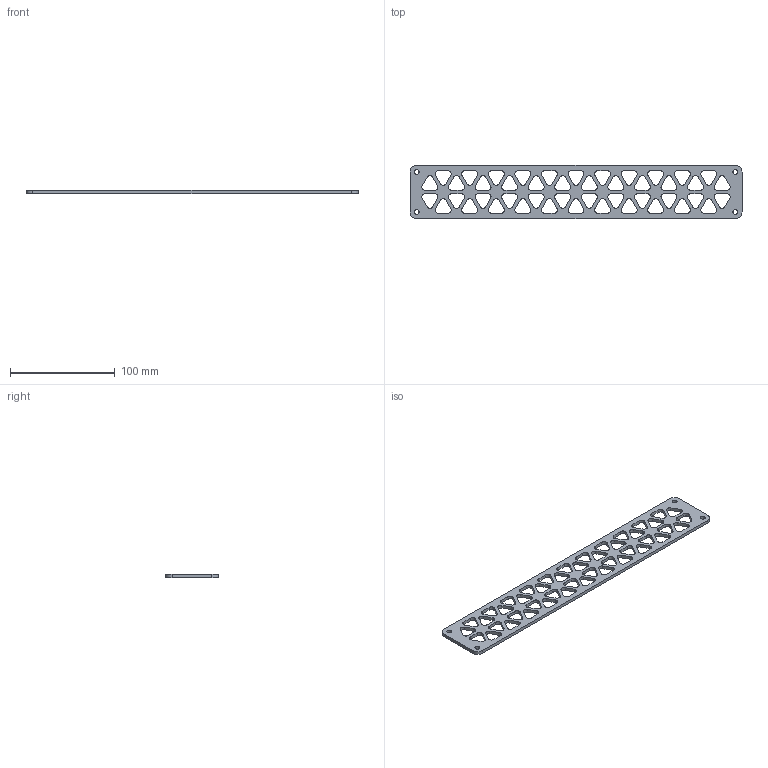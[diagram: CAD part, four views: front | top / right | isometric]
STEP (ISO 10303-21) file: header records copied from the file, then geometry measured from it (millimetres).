
FILE_DESCRIPTION(/* description */ (''),/* implementation_level */ '2;1');
FILE_NAME(/* name */ 'Crossbar (pocketed) (Aluminum).step',/* time_stamp */ '2024-06-27T21:45:21-05:00',/* author */ (''),/* organization */ (''),/* preprocessor_version */ 'ST-DEVELOPER v20',/* originating_system */ 'Autodesk Translation Framework v13.14.0.145',/* authorisation */ '');
FILE_SCHEMA (('AUTOMOTIVE_DESIGN { 1 0 10303 214 3 1 1 }'));
Length unit declared in the file: inch
Products named in the file (2): Cross Bar Triangle; Cross Bar v10 - Cross Bar v10 v1
Assembly tree (1 placements, depth 2):
  Cross Bar Triangle
    Cross Bar v10 - Cross Bar v10 v1
Bounding box: 317.5 x 50.8 x 3.17 mm (x, y, z)
Volume: 28865.3 mm3; surface area: 27485.5 mm2
Topology: 1 solids, 1 shells, 290 faces, 864 edges, 576 vertices
Faces by surface type: cylinder 146, plane 144
Full cylindrical faces by diameter (mm): 4.623 x4
Entity records: 10082 total; most frequent: DIRECTION 1742, CARTESIAN_POINT 1733, ORIENTED_EDGE 1728, EDGE_CURVE 864, AXIS2_PLACEMENT_3D 585, VERTEX_POINT 576, LINE 572, VECTOR 572
